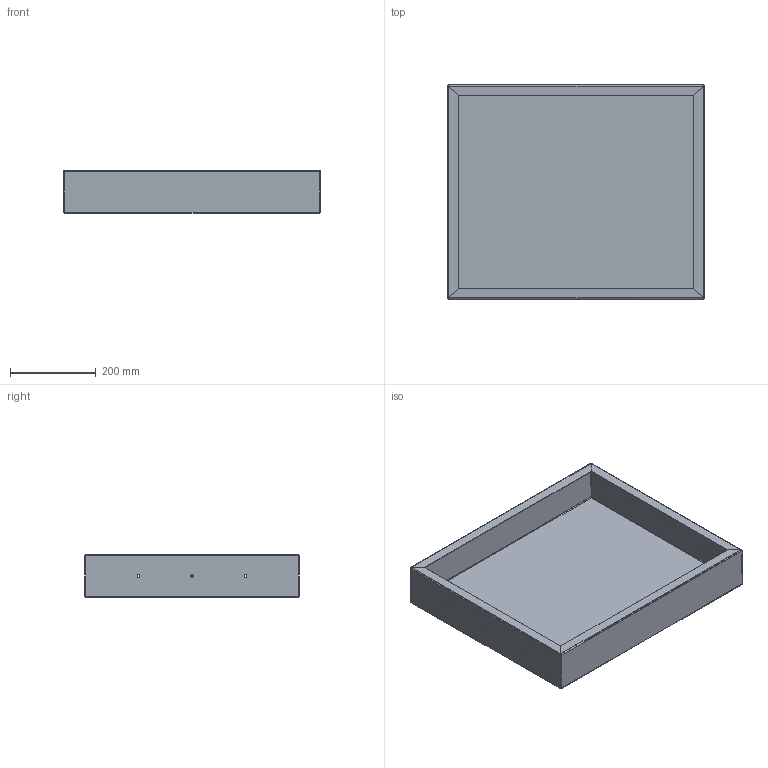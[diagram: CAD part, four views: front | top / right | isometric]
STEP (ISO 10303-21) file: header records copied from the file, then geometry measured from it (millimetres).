
FILE_DESCRIPTION(/* description */ ('STEP AP214'),/* implementation_level */ '2;1');
FILE_NAME(/* name */ '68ce81ed99347ed9579291f6',/* time_stamp */ '2025-09-20T10:29:02Z',/* author */ (''),/* organization */ (''),/* preprocessor_version */ 'ST-DEVELOPER v20',/* originating_system */ 'ONSHAPE BY PTC INC, 1.204',/* authorisation */ ' ');
FILE_SCHEMA (('AUTOMOTIVE_DESIGN {1 0 10303 214 3 1 1}'));
Length unit declared in the file: metre
Products named in the file (1): Part 1
Bounding box: 600 x 500 x 100 mm (x, y, z)
Volume: 840155.6 mm3; surface area: 1124978.8 mm2
Topology: 1 solids, 1 shells, 84 faces, 182 edges, 100 vertices
Faces by surface type: plane 54, cylinder 22, bspline 8
Full cylindrical faces by diameter (mm): 6 x6
Entity records: 3134 total; most frequent: CARTESIAN_POINT 1377, ORIENTED_EDGE 352, DIRECTION 326, EDGE_CURVE 176, LINE 116, VECTOR 116, AXIS2_PLACEMENT_3D 105, EDGE_LOOP 102
